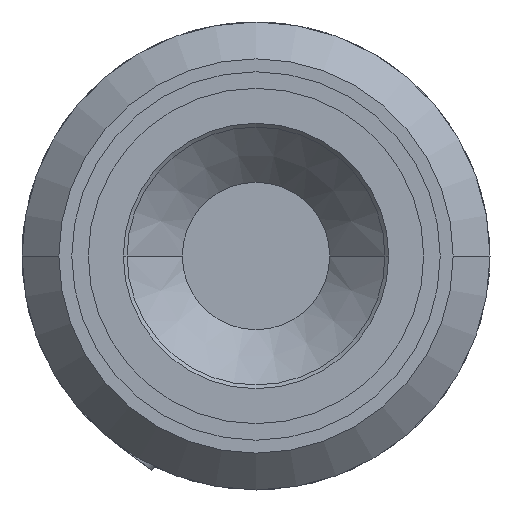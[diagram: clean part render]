
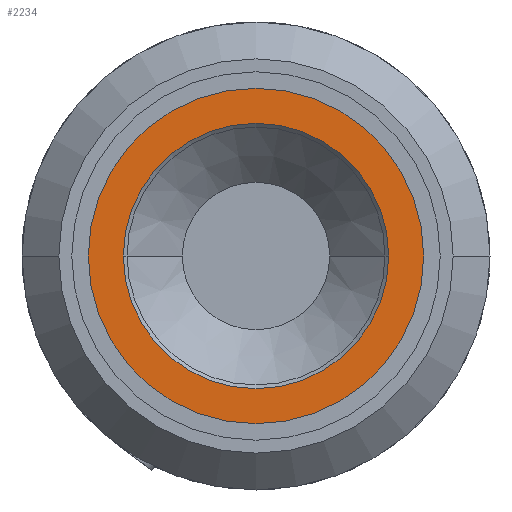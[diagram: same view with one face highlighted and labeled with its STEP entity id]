
A CAD part, front view. The second image highlights one B-rep face of the part: STEP entity #2234.
In plain terms, the highlighted planar face has unit normal (0, -1, 0).
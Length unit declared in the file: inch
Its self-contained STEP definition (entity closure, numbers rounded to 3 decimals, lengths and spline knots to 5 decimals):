
#113=CARTESIAN_POINT('',(0.,0.,0.));
#114=DIRECTION('',(0.,1.,0.));
#115=DIRECTION('',(-1.,0.,0.));
#116=AXIS2_PLACEMENT_3D('',#113,#114,#115);
#130=CARTESIAN_POINT('',(0.,0.,0.));
#131=DIRECTION('',(0.,1.,0.));
#132=DIRECTION('',(1.,0.,0.));
#133=AXIS2_PLACEMENT_3D('',#130,#131,#132);
#138=CARTESIAN_POINT('',(0.,0.,0.));
#139=DIRECTION('',(0.,1.,0.));
#140=DIRECTION('',(-1.,0.,0.));
#141=AXIS2_PLACEMENT_3D('',#138,#139,#140);
#1866=CARTESIAN_POINT('',(0.,0.,0.));
#1867=DIRECTION('',(0.,1.,0.));
#1868=DIRECTION('',(1.,0.,0.));
#1869=AXIS2_PLACEMENT_3D('',#1866,#1867,#1868);
#1986=CARTESIAN_POINT('',(0.455,0.,0.));
#1987=CARTESIAN_POINT('',(-0.455,0.,0.));
#1988=VERTEX_POINT('',#1986);
#1989=VERTEX_POINT('',#1987);
#2116=CARTESIAN_POINT('',(-0.36,0.,0.));
#2117=CARTESIAN_POINT('',(0.36,0.,0.));
#2118=VERTEX_POINT('',#2116);
#2119=VERTEX_POINT('',#2117);
#2218=CARTESIAN_POINT('',(0.,0.,0.));
#2219=DIRECTION('',(0.,1.,0.));
#2220=DIRECTION('',(1.,0.,0.));
#2221=AXIS2_PLACEMENT_3D('',#2218,#2219,#2220);
#2222=PLANE('',#2221);
#2224=ORIENTED_EDGE('',*,*,#2223,.T.);
#2226=ORIENTED_EDGE('',*,*,#2225,.T.);
#2227=EDGE_LOOP('',(#2224,#2226));
#2228=FACE_OUTER_BOUND('',#2227,.F.);
#2229=ORIENTED_EDGE('',*,*,#2207,.F.);
#2231=ORIENTED_EDGE('',*,*,#2230,.F.);
#2232=EDGE_LOOP('',(#2229,#2231));
#2233=FACE_BOUND('',#2232,.F.);
#2234=ADVANCED_FACE('',(#2228,#2233),#2222,.F.);
#117=CIRCLE('',#116,0.36);
#134=CIRCLE('',#133,0.455);
#142=CIRCLE('',#141,0.455);
#1870=CIRCLE('',#1869,0.36);
#2207=EDGE_CURVE('',#2118,#2119,#117,.T.);
#2223=EDGE_CURVE('',#1988,#1989,#134,.T.);
#2225=EDGE_CURVE('',#1989,#1988,#142,.T.);
#2230=EDGE_CURVE('',#2119,#2118,#1870,.T.);
